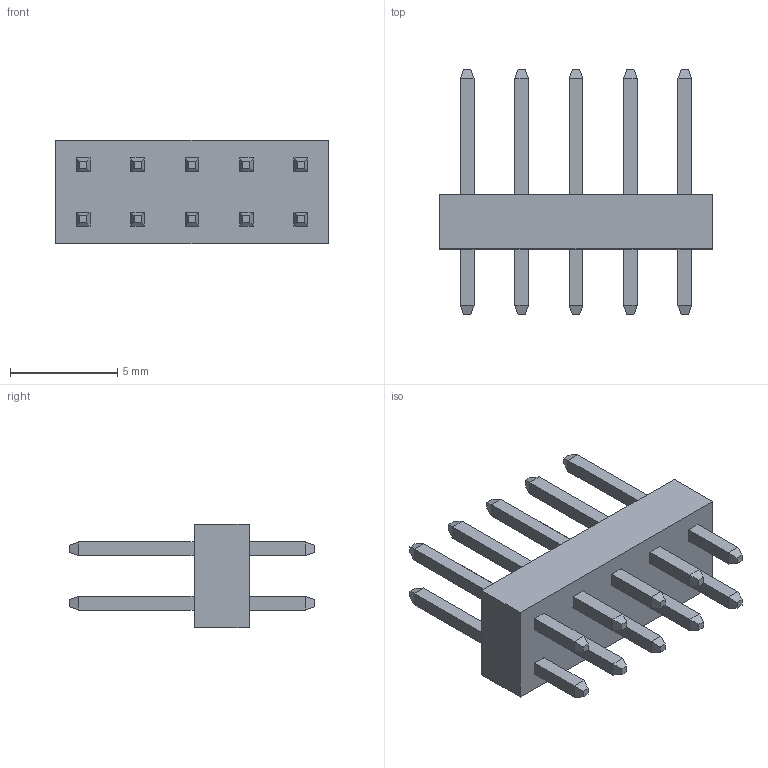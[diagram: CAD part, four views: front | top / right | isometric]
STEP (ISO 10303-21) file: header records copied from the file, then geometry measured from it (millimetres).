
FILE_DESCRIPTION (( 'STEP AP214' ), '1' );
FILE_NAME ('67997410.STEP', '2021-12-29T15:18:51', ( '' ), ( '' ), 'SwSTEP 2.0', 'SolidWorks 2020', '' );
FILE_SCHEMA (( 'AUTOMOTIVE_DESIGN' ));
Length unit declared in the file: millimetre
Products named in the file (1): 67997410
Bounding box: 12.7 x 11.43 x 4.83 mm (x, y, z)
Volume: 190.8 mm3; surface area: 559.1 mm2
Topology: 11 solids, 11 shells, 186 faces, 412 edges, 248 vertices
Faces by surface type: plane 186
Entity records: 5080 total; most frequent: CARTESIAN_POINT 847, ORIENTED_EDGE 824, DIRECTION 786, VECTOR 412, EDGE_CURVE 412, LINE 412, VERTEX_POINT 248, EDGE_LOOP 206
